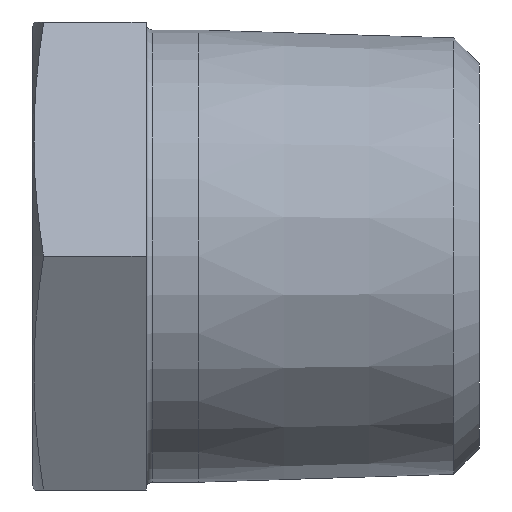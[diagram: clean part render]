
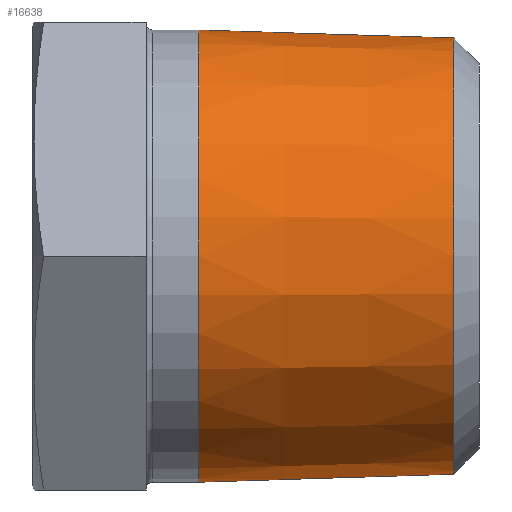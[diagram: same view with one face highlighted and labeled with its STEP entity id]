
A CAD part, front view. The second image highlights one B-rep face of the part: STEP entity #16638.
In plain terms, the highlighted conical face has half-angle 1.79 degrees and reference radius 10.477 mm.
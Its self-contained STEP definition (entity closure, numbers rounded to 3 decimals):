
#169 = FACE_OUTER_BOUND ( 'NONE', #3973, .T. ) ;
#623 = CARTESIAN_POINT ( 'NONE',  ( 7.8, 0., 10.634 ) ) ;
#1261 = EDGE_LOOP ( 'NONE', ( #2360 ) ) ;
#1402 = AXIS2_PLACEMENT_3D ( 'NONE', #11954, #14616, #3041 ) ;
#1469 = CARTESIAN_POINT ( 'NONE',  ( 7.8, 0., 0. ) ) ;
#2360 = ORIENTED_EDGE ( 'NONE', *, *, #16050, .T. ) ;
#2521 = EDGE_CURVE ( 'NONE', #8295, #8295, #7340, .T. ) ;
#3041 = DIRECTION ( 'NONE',  ( 0., 0., 1. ) ) ;
#3973 = EDGE_LOOP ( 'NONE', ( #11629 ) ) ;
#6264 = CARTESIAN_POINT ( 'NONE',  ( 19.801, 0., -10.259 ) ) ;
#7340 = CIRCLE ( 'NONE', #10369, 10.634 ) ;
#7448 = AXIS2_PLACEMENT_3D ( 'NONE', #14569, #15956, #11808 ) ;
#8295 = VERTEX_POINT ( 'NONE', #623 ) ;
#8837 = CONICAL_SURFACE ( 'NONE', #1402, 10.477, 0.031 ) ;
#10369 = AXIS2_PLACEMENT_3D ( 'NONE', #1469, #11806, #12089 ) ;
#11629 = ORIENTED_EDGE ( 'NONE', *, *, #2521, .F. ) ;
#11806 = DIRECTION ( 'NONE',  ( -1., 0., 0. ) ) ;
#11808 = DIRECTION ( 'NONE',  ( 0., 0., -1. ) ) ;
#11954 = CARTESIAN_POINT ( 'NONE',  ( 12.8, 0., 0. ) ) ;
#12089 = DIRECTION ( 'NONE',  ( 0., 0., 1. ) ) ;
#14208 = VERTEX_POINT ( 'NONE', #6264 ) ;
#14569 = CARTESIAN_POINT ( 'NONE',  ( 19.801, 0., 0. ) ) ;
#14616 = DIRECTION ( 'NONE',  ( -1., 0., 0. ) ) ;
#14870 = CIRCLE ( 'NONE', #7448, 10.259 ) ;
#15956 = DIRECTION ( 'NONE',  ( -1., 0., 0. ) ) ;
#16050 = EDGE_CURVE ( 'NONE', #14208, #14208, #14870, .T. ) ;
#16174 = FACE_BOUND ( 'NONE', #1261, .T. ) ;
#16638 = ADVANCED_FACE ( 'NONE', ( #16174, #169 ), #8837, .T. ) ;
